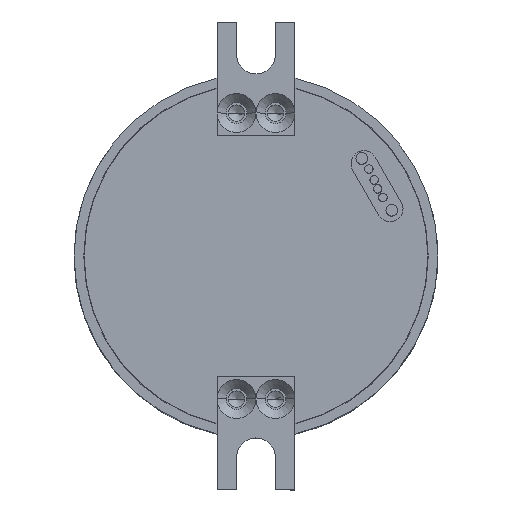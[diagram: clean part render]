
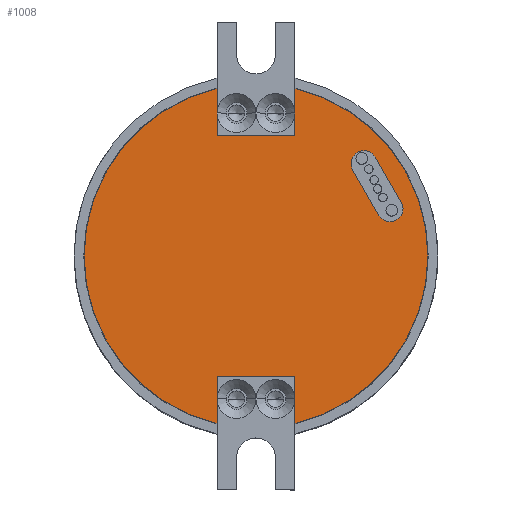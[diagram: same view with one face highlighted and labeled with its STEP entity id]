
A CAD part, top view. The second image highlights one B-rep face of the part: STEP entity #1008.
In plain terms, the highlighted planar face has unit normal (0, 0, 1).
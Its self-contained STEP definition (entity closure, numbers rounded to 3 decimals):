
#11 = CARTESIAN_POINT ( 'NONE',  ( 18.887, 6.286, 57. ) ) ;
#60 = VECTOR ( 'NONE', #1318, 1000. ) ;
#74 = DIRECTION ( 'NONE',  ( 0., -1., 0. ) ) ;
#142 = LINE ( 'NONE', #2184, #3418 ) ;
#144 = PLANE ( 'NONE',  #3545 ) ;
#158 = CARTESIAN_POINT ( 'NONE',  ( 0., 0., 57. ) ) ;
#227 = LINE ( 'NONE', #4048, #1987 ) ;
#296 = DIRECTION ( 'NONE',  ( 1., 0., 0. ) ) ;
#318 = CARTESIAN_POINT ( 'NONE',  ( 22.352, 8.286, 57. ) ) ;
#419 = DIRECTION ( 'NONE',  ( 0., 0., 1. ) ) ;
#497 = DIRECTION ( 'NONE',  ( 1., 0., 0. ) ) ;
#540 = CIRCLE ( 'NONE', #2476, 2. ) ;
#573 = DIRECTION ( 'NONE',  ( 0., 0., 1. ) ) ;
#617 = CARTESIAN_POINT ( 'NONE',  ( 6., 18.5, 57. ) ) ;
#622 = VERTEX_POINT ( 'NONE', #1163 ) ;
#631 = EDGE_LOOP ( 'NONE', ( #2166, #3120, #700, #2514, #2792 ) ) ;
#700 = ORIENTED_EDGE ( 'NONE', *, *, #3156, .F. ) ;
#702 = EDGE_CURVE ( 'NONE', #4337, #4208, #227, .T. ) ;
#713 = FACE_OUTER_BOUND ( 'NONE', #2042, .T. ) ;
#715 = AXIS2_PLACEMENT_3D ( 'NONE', #2684, #573, #3025 ) ;
#746 = CARTESIAN_POINT ( 'NONE',  ( 0., 0., 57. ) ) ;
#749 = CIRCLE ( 'NONE', #1187, 26.45 ) ;
#759 = VERTEX_POINT ( 'NONE', #3411 ) ;
#799 = EDGE_CURVE ( 'NONE', #2204, #3775, #540, .T. ) ;
#817 = ORIENTED_EDGE ( 'NONE', *, *, #3160, .F. ) ;
#831 = FACE_BOUND ( 'NONE', #631, .T. ) ;
#882 = CARTESIAN_POINT ( 'NONE',  ( 14.887, 13.214, 57. ) ) ;
#932 = ORIENTED_EDGE ( 'NONE', *, *, #3909, .T. ) ;
#965 = CARTESIAN_POINT ( 'NONE',  ( 6., -18.5, 57. ) ) ;
#995 = DIRECTION ( 'NONE',  ( 0., 0., 1. ) ) ;
#1008 = ADVANCED_FACE ( 'NONE', ( #713, #831 ), #144, .T. ) ;
#1036 = DIRECTION ( 'NONE',  ( 0., -1., 0. ) ) ;
#1079 = CARTESIAN_POINT ( 'NONE',  ( -6., 25.76, 57. ) ) ;
#1104 = DIRECTION ( 'NONE',  ( 1., 0., 0. ) ) ;
#1163 = CARTESIAN_POINT ( 'NONE',  ( 6., 18.5, 57. ) ) ;
#1187 = AXIS2_PLACEMENT_3D ( 'NONE', #2519, #419, #2873 ) ;
#1206 = DIRECTION ( 'NONE',  ( 1., 0., 0. ) ) ;
#1209 = EDGE_CURVE ( 'NONE', #2536, #3559, #3752, .T. ) ;
#1231 = ORIENTED_EDGE ( 'NONE', *, *, #2407, .F. ) ;
#1318 = DIRECTION ( 'NONE',  ( 1., 0., 0. ) ) ;
#1343 = CIRCLE ( 'NONE', #2711, 2. ) ;
#1344 = CIRCLE ( 'NONE', #715, 26.45 ) ;
#1496 = VECTOR ( 'NONE', #2156, 1000. ) ;
#1504 = ORIENTED_EDGE ( 'NONE', *, *, #2332, .F. ) ;
#1707 = DIRECTION ( 'NONE',  ( 0., 0., 1. ) ) ;
#1774 = EDGE_CURVE ( 'NONE', #759, #2536, #4250, .T. ) ;
#1838 = AXIS2_PLACEMENT_3D ( 'NONE', #158, #2602, #497 ) ;
#1953 = VECTOR ( 'NONE', #1036, 1000. ) ;
#1975 = EDGE_CURVE ( 'NONE', #3345, #3957, #3757, .T. ) ;
#1979 = AXIS2_PLACEMENT_3D ( 'NONE', #3771, #1707, #4120 ) ;
#1987 = VECTOR ( 'NONE', #2347, 1000. ) ;
#1998 = EDGE_CURVE ( 'NONE', #3384, #2204, #2296, .T. ) ;
#2042 = EDGE_LOOP ( 'NONE', ( #4450, #3808, #932, #1231, #817, #1504, #2971, #4116, #4264, #3374 ) ) ;
#2139 = VERTEX_POINT ( 'NONE', #3796 ) ;
#2156 = DIRECTION ( 'NONE',  ( 0., 1., 0. ) ) ;
#2166 = ORIENTED_EDGE ( 'NONE', *, *, #4016, .F. ) ;
#2176 = VECTOR ( 'NONE', #3753, 1000. ) ;
#2184 = CARTESIAN_POINT ( 'NONE',  ( -6., 18.5, 57. ) ) ;
#2204 = VERTEX_POINT ( 'NONE', #11 ) ;
#2290 = CIRCLE ( 'NONE', #2316, 26.45 ) ;
#2296 = LINE ( 'NONE', #882, #3208 ) ;
#2316 = AXIS2_PLACEMENT_3D ( 'NONE', #746, #3179, #1104 ) ;
#2327 = EDGE_CURVE ( 'NONE', #3957, #759, #749, .T. ) ;
#2332 = EDGE_CURVE ( 'NONE', #3345, #2139, #142, .T. ) ;
#2347 = DIRECTION ( 'NONE',  ( -0.5, 0.866, 0. ) ) ;
#2399 = DIRECTION ( 'NONE',  ( 0., 0., 1. ) ) ;
#2407 = EDGE_CURVE ( 'NONE', #622, #3113, #3205, .T. ) ;
#2476 = AXIS2_PLACEMENT_3D ( 'NONE', #4462, #2399, #296 ) ;
#2514 = ORIENTED_EDGE ( 'NONE', *, *, #799, .F. ) ;
#2519 = CARTESIAN_POINT ( 'NONE',  ( 0., 0., 57. ) ) ;
#2536 = VERTEX_POINT ( 'NONE', #3211 ) ;
#2592 = CARTESIAN_POINT ( 'NONE',  ( 0., 0., 57. ) ) ;
#2602 = DIRECTION ( 'NONE',  ( 0., 0., 1. ) ) ;
#2684 = CARTESIAN_POINT ( 'NONE',  ( 0., 0., 57. ) ) ;
#2696 = CARTESIAN_POINT ( 'NONE',  ( -26.45, 0., 57. ) ) ;
#2711 = AXIS2_PLACEMENT_3D ( 'NONE', #3060, #995, #3417 ) ;
#2792 = ORIENTED_EDGE ( 'NONE', *, *, #1998, .F. ) ;
#2834 = CARTESIAN_POINT ( 'NONE',  ( -6., -18.5, 57. ) ) ;
#2873 = DIRECTION ( 'NONE',  ( 1., 0., 0. ) ) ;
#2874 = LINE ( 'NONE', #3115, #1953 ) ;
#2939 = CARTESIAN_POINT ( 'NONE',  ( 22.62, 7.286, 57. ) ) ;
#2961 = DIRECTION ( 'NONE',  ( 0.5, -0.866, 0. ) ) ;
#2971 = ORIENTED_EDGE ( 'NONE', *, *, #1975, .T. ) ;
#3025 = DIRECTION ( 'NONE',  ( 1., 0., 0. ) ) ;
#3060 = CARTESIAN_POINT ( 'NONE',  ( 20.62, 7.286, 57. ) ) ;
#3079 = LINE ( 'NONE', #617, #2176 ) ;
#3087 = VECTOR ( 'NONE', #4160, 1000. ) ;
#3101 = CARTESIAN_POINT ( 'NONE',  ( 18.352, 15.214, 57. ) ) ;
#3113 = VERTEX_POINT ( 'NONE', #4058 ) ;
#3115 = CARTESIAN_POINT ( 'NONE',  ( 6., -36., 57. ) ) ;
#3120 = ORIENTED_EDGE ( 'NONE', *, *, #702, .F. ) ;
#3156 = EDGE_CURVE ( 'NONE', #3775, #4337, #1343, .T. ) ;
#3160 = EDGE_CURVE ( 'NONE', #2139, #622, #3079, .T. ) ;
#3172 = CARTESIAN_POINT ( 'NONE',  ( 26.45, 0., 57. ) ) ;
#3179 = DIRECTION ( 'NONE',  ( 0., 0., 1. ) ) ;
#3205 = LINE ( 'NONE', #3817, #3087 ) ;
#3208 = VECTOR ( 'NONE', #2961, 1000. ) ;
#3211 = CARTESIAN_POINT ( 'NONE',  ( -6., -18.5, 57. ) ) ;
#3219 = VERTEX_POINT ( 'NONE', #4455 ) ;
#3273 = EDGE_CURVE ( 'NONE', #3559, #3219, #2874, .T. ) ;
#3284 = DIRECTION ( 'NONE',  ( 0., 0., 1. ) ) ;
#3345 = VERTEX_POINT ( 'NONE', #1079 ) ;
#3374 = ORIENTED_EDGE ( 'NONE', *, *, #1209, .T. ) ;
#3384 = VERTEX_POINT ( 'NONE', #3537 ) ;
#3411 = CARTESIAN_POINT ( 'NONE',  ( -6., -25.76, 57. ) ) ;
#3417 = DIRECTION ( 'NONE',  ( 1., 0., 0. ) ) ;
#3418 = VECTOR ( 'NONE', #74, 1000. ) ;
#3537 = CARTESIAN_POINT ( 'NONE',  ( 14.887, 13.214, 57. ) ) ;
#3545 = AXIS2_PLACEMENT_3D ( 'NONE', #2592, #3284, #1206 ) ;
#3559 = VERTEX_POINT ( 'NONE', #4375 ) ;
#3645 = EDGE_CURVE ( 'NONE', #3219, #4139, #2290, .T. ) ;
#3752 = LINE ( 'NONE', #965, #60 ) ;
#3753 = DIRECTION ( 'NONE',  ( 1., 0., 0. ) ) ;
#3757 = CIRCLE ( 'NONE', #1838, 26.45 ) ;
#3771 = CARTESIAN_POINT ( 'NONE',  ( 16.62, 14.214, 57. ) ) ;
#3775 = VERTEX_POINT ( 'NONE', #2939 ) ;
#3778 = CIRCLE ( 'NONE', #1979, 2. ) ;
#3796 = CARTESIAN_POINT ( 'NONE',  ( -6., 18.5, 57. ) ) ;
#3808 = ORIENTED_EDGE ( 'NONE', *, *, #3645, .T. ) ;
#3817 = CARTESIAN_POINT ( 'NONE',  ( 6., 36., 57. ) ) ;
#3909 = EDGE_CURVE ( 'NONE', #4139, #3113, #1344, .T. ) ;
#3957 = VERTEX_POINT ( 'NONE', #2696 ) ;
#4016 = EDGE_CURVE ( 'NONE', #4208, #3384, #3778, .T. ) ;
#4048 = CARTESIAN_POINT ( 'NONE',  ( 18.352, 15.214, 57. ) ) ;
#4058 = CARTESIAN_POINT ( 'NONE',  ( 6., 25.76, 57. ) ) ;
#4116 = ORIENTED_EDGE ( 'NONE', *, *, #2327, .T. ) ;
#4120 = DIRECTION ( 'NONE',  ( 1., 0., 0. ) ) ;
#4139 = VERTEX_POINT ( 'NONE', #3172 ) ;
#4160 = DIRECTION ( 'NONE',  ( 0., 1., 0. ) ) ;
#4208 = VERTEX_POINT ( 'NONE', #3101 ) ;
#4250 = LINE ( 'NONE', #2834, #1496 ) ;
#4264 = ORIENTED_EDGE ( 'NONE', *, *, #1774, .T. ) ;
#4337 = VERTEX_POINT ( 'NONE', #318 ) ;
#4375 = CARTESIAN_POINT ( 'NONE',  ( 6., -18.5, 57. ) ) ;
#4450 = ORIENTED_EDGE ( 'NONE', *, *, #3273, .T. ) ;
#4455 = CARTESIAN_POINT ( 'NONE',  ( 6., -25.76, 57. ) ) ;
#4462 = CARTESIAN_POINT ( 'NONE',  ( 20.62, 7.286, 57. ) ) ;
